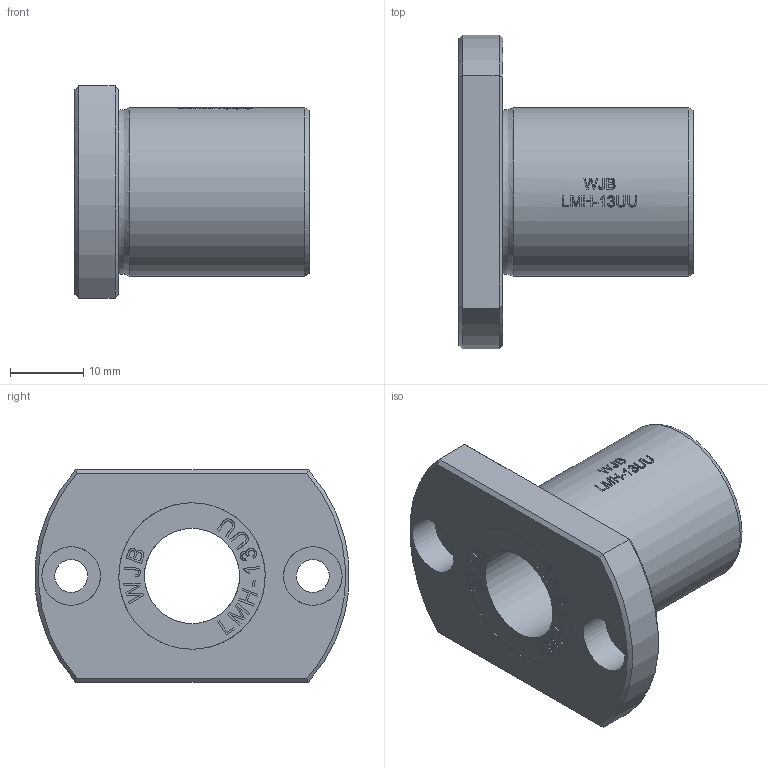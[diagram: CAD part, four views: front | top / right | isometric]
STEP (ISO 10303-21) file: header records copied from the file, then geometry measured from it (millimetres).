
FILE_DESCRIPTION(/* description */ (''),/* implementation_level */ '2;1');
FILE_NAME(/* name */ 'WJB-LMH-13UU.stp',/* time_stamp */ '2018-09-11T17:28:13+08:00',/* author */ (''),/* organization */ (''),/* preprocessor_version */ 'ST-DEVELOPER v11',/* originating_system */ 'SIEMENS UGS NX 6.0',/* authorisation */ '');
FILE_SCHEMA (('CONFIG_CONTROL_DESIGN'));
Length unit declared in the file: millimetre
Products named in the file (1): WJB-LMH-13UU
Bounding box: 32 x 42.85 x 29 mm (x, y, z)
Volume: 12828.6 mm3; surface area: 6131.1 mm2
Topology: 1 solids, 1 shells, 335 faces, 873 edges, 584 vertices
Faces by surface type: plane 219, extrusion 87, cylinder 23, cone 4, torus 2
Full cylindrical faces by diameter (mm): 4.5 x2, 8 x2, 13 x1, 20 x2, 23 x1
Entity records: 13253 total; most frequent: CARTESIAN_POINT 5565, ORIENTED_EDGE 1726, DIRECTION 1166, EDGE_CURVE 863, VERTEX_POINT 584, VECTOR 532, LINE 445, B_SPLINE_CURVE_WITH_KNOTS 437
